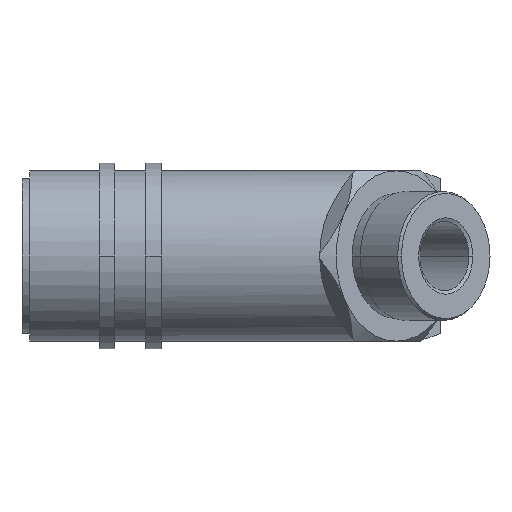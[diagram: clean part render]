
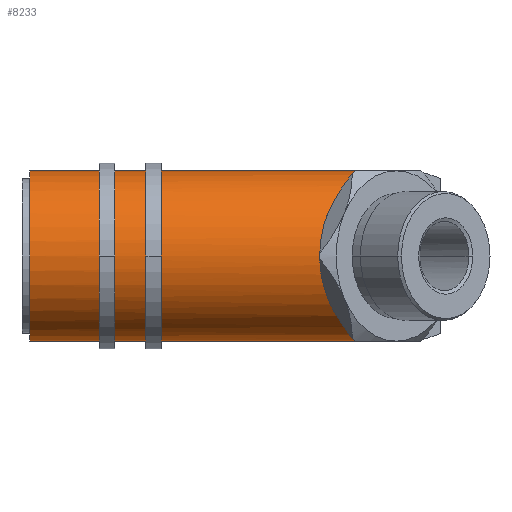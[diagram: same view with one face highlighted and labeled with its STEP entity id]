
A CAD part, front view. The second image highlights one B-rep face of the part: STEP entity #8233.
In plain terms, the highlighted cylindrical face has radius 11 mm (diameter 22 mm), a partial arc.
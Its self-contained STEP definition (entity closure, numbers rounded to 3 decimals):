
#140 = VERTEX_POINT ( 'NONE', #8969 ) ;
#443 = CARTESIAN_POINT ( 'NONE',  ( 38.444, -11., 0. ) ) ;
#573 = CARTESIAN_POINT ( 'NONE',  ( 48.18, -1.264, -10.945 ) ) ;
#617 = CARTESIAN_POINT ( 'NONE',  ( 48.811, -0.633, -11. ) ) ;
#748 = FACE_OUTER_BOUND ( 'NONE', #4417, .T. ) ;
#1251 = CARTESIAN_POINT ( 'NONE',  ( 48.18, -1.264, 10.945 ) ) ;
#1292 = CARTESIAN_POINT ( 'NONE',  ( 1., 0., 0. ) ) ;
#1338 = CARTESIAN_POINT ( 'NONE',  ( 49.444, 0., 11. ) ) ;
#1483 = VERTEX_POINT ( 'NONE', #5703 ) ;
#1945 = LINE ( 'NONE', #8187, #4089 ) ;
#1988 = CARTESIAN_POINT ( 'NONE',  ( 47.556, -1.887, 10.837 ) ) ;
#2000 = EDGE_CURVE ( 'NONE', #140, #7392, #8019, .T. ) ;
#2136 = CIRCLE ( 'NONE', #6301, 11. ) ;
#2399 = CARTESIAN_POINT ( 'NONE',  ( 42.044, -7.399, 9.877 ) ) ;
#2458 = ORIENTED_EDGE ( 'NONE', *, *, #2000, .T. ) ;
#2633 = DIRECTION ( 'NONE',  ( 0., 0., 1. ) ) ;
#2639 = CARTESIAN_POINT ( 'NONE',  ( 48.811, -0.633, 11. ) ) ;
#2642 = CARTESIAN_POINT ( 'NONE',  ( 1., 0., 11. ) ) ;
#2652 = DIRECTION ( 'NONE',  ( -1., 0., 0. ) ) ;
#2882 = ORIENTED_EDGE ( 'NONE', *, *, #3721, .F. ) ;
#3030 = AXIS2_PLACEMENT_3D ( 'NONE', #3591, #3782, #4574 ) ;
#3054 = EDGE_CURVE ( 'NONE', #1483, #140, #7479, .T. ) ;
#3250 = DIRECTION ( 'NONE',  ( -1., 0., 0. ) ) ;
#3327 = EDGE_CURVE ( 'NONE', #5460, #1483, #8965, .T. ) ;
#3409 = CARTESIAN_POINT ( 'NONE',  ( 1., 0., -11. ) ) ;
#3591 = CARTESIAN_POINT ( 'NONE',  ( 0., 0., 0. ) ) ;
#3628 = CARTESIAN_POINT ( 'NONE',  ( 47.556, -1.887, -10.837 ) ) ;
#3721 = EDGE_CURVE ( 'NONE', #3832, #5214, #2136, .T. ) ;
#3782 = DIRECTION ( 'NONE',  ( -1., 0., 0. ) ) ;
#3832 = VERTEX_POINT ( 'NONE', #3409 ) ;
#4089 = VECTOR ( 'NONE', #3250, 1000. ) ;
#4417 = EDGE_LOOP ( 'NONE', ( #7966, #6241, #9014, #6615, #2458, #7263, #2882 ) ) ;
#4574 = DIRECTION ( 'NONE',  ( 0., 0., 1. ) ) ;
#4587 = CARTESIAN_POINT ( 'NONE',  ( 47.556, -1.887, -10.837 ) ) ;
#5214 = VERTEX_POINT ( 'NONE', #2642 ) ;
#5238 = CARTESIAN_POINT ( 'NONE',  ( 38.444, -11., -5.595 ) ) ;
#5251 = CARTESIAN_POINT ( 'NONE',  ( 47.556, -1.887, 10.837 ) ) ;
#5456 = LINE ( 'NONE', #6905, #8672 ) ;
#5460 = VERTEX_POINT ( 'NONE', #3628 ) ;
#5583 =( BOUNDED_CURVE ( )  B_SPLINE_CURVE ( 3, ( #8893, #617, #573, #6064 ),
 .UNSPECIFIED., .F., .F. ) 
 B_SPLINE_CURVE_WITH_KNOTS ( ( 4, 4 ),
 ( 4.712, 4.885 ),
 .UNSPECIFIED. ) 
 CURVE ( )  GEOMETRIC_REPRESENTATION_ITEM ( )  RATIONAL_B_SPLINE_CURVE ( ( 1., 0.998, 0.998, 1. ) ) 
 REPRESENTATION_ITEM ( '' )  );
#5703 = CARTESIAN_POINT ( 'NONE',  ( 38.444, -11., 0. ) ) ;
#6064 = CARTESIAN_POINT ( 'NONE',  ( 47.556, -1.887, -10.837 ) ) ;
#6241 = ORIENTED_EDGE ( 'NONE', *, *, #8689, .T. ) ;
#6301 = AXIS2_PLACEMENT_3D ( 'NONE', #1292, #7489, #2633 ) ;
#6615 = ORIENTED_EDGE ( 'NONE', *, *, #3054, .T. ) ;
#6905 = CARTESIAN_POINT ( 'NONE',  ( 0., 0., 11. ) ) ;
#7003 = VERTEX_POINT ( 'NONE', #8247 ) ;
#7237 = EDGE_CURVE ( 'NONE', #7392, #5214, #5456, .T. ) ;
#7263 = ORIENTED_EDGE ( 'NONE', *, *, #7237, .T. ) ;
#7392 = VERTEX_POINT ( 'NONE', #7487 ) ;
#7479 =( BOUNDED_CURVE ( )  B_SPLINE_CURVE ( 3, ( #443, #8779, #2399, #5251 ),
 .UNSPECIFIED., .F., .F. ) 
 B_SPLINE_CURVE_WITH_KNOTS ( ( 4, 4 ),
 ( 0., 1.398 ),
 .UNSPECIFIED. ) 
 CURVE ( )  GEOMETRIC_REPRESENTATION_ITEM ( )  RATIONAL_B_SPLINE_CURVE ( ( 1., 0.844, 0.844, 1. ) ) 
 REPRESENTATION_ITEM ( '' )  );
#7487 = CARTESIAN_POINT ( 'NONE',  ( 49.444, 0., 11. ) ) ;
#7489 = DIRECTION ( 'NONE',  ( -1., 0., 0. ) ) ;
#7966 = ORIENTED_EDGE ( 'NONE', *, *, #9207, .F. ) ;
#8019 =( BOUNDED_CURVE ( )  B_SPLINE_CURVE ( 3, ( #1988, #1251, #2639, #1338 ),
 .UNSPECIFIED., .F., .F. ) 
 B_SPLINE_CURVE_WITH_KNOTS ( ( 4, 4 ),
 ( 1.398, 1.571 ),
 .UNSPECIFIED. ) 
 CURVE ( )  GEOMETRIC_REPRESENTATION_ITEM ( )  RATIONAL_B_SPLINE_CURVE ( ( 1., 0.998, 0.998, 1. ) ) 
 REPRESENTATION_ITEM ( '' )  );
#8187 = CARTESIAN_POINT ( 'NONE',  ( 0., 0., -11. ) ) ;
#8233 = ADVANCED_FACE ( 'NONE', ( #748 ), #8521, .T. ) ;
#8247 = CARTESIAN_POINT ( 'NONE',  ( 49.444, 0., -11. ) ) ;
#8252 = CARTESIAN_POINT ( 'NONE',  ( 38.444, -11., 0. ) ) ;
#8521 = CYLINDRICAL_SURFACE ( 'NONE', #3030, 11. ) ;
#8672 = VECTOR ( 'NONE', #2652, 1000. ) ;
#8689 = EDGE_CURVE ( 'NONE', #7003, #5460, #5583, .T. ) ;
#8779 = CARTESIAN_POINT ( 'NONE',  ( 38.444, -11., 5.595 ) ) ;
#8858 = CARTESIAN_POINT ( 'NONE',  ( 42.044, -7.399, -9.877 ) ) ;
#8893 = CARTESIAN_POINT ( 'NONE',  ( 49.444, 0., -11. ) ) ;
#8965 =( BOUNDED_CURVE ( )  B_SPLINE_CURVE ( 3, ( #4587, #8858, #5238, #8252 ),
 .UNSPECIFIED., .F., .F. ) 
 B_SPLINE_CURVE_WITH_KNOTS ( ( 4, 4 ),
 ( 4.885, 6.283 ),
 .UNSPECIFIED. ) 
 CURVE ( )  GEOMETRIC_REPRESENTATION_ITEM ( )  RATIONAL_B_SPLINE_CURVE ( ( 1., 0.844, 0.844, 1. ) ) 
 REPRESENTATION_ITEM ( '' )  );
#8969 = CARTESIAN_POINT ( 'NONE',  ( 47.556, -1.887, 10.837 ) ) ;
#9014 = ORIENTED_EDGE ( 'NONE', *, *, #3327, .T. ) ;
#9207 = EDGE_CURVE ( 'NONE', #7003, #3832, #1945, .T. ) ;
